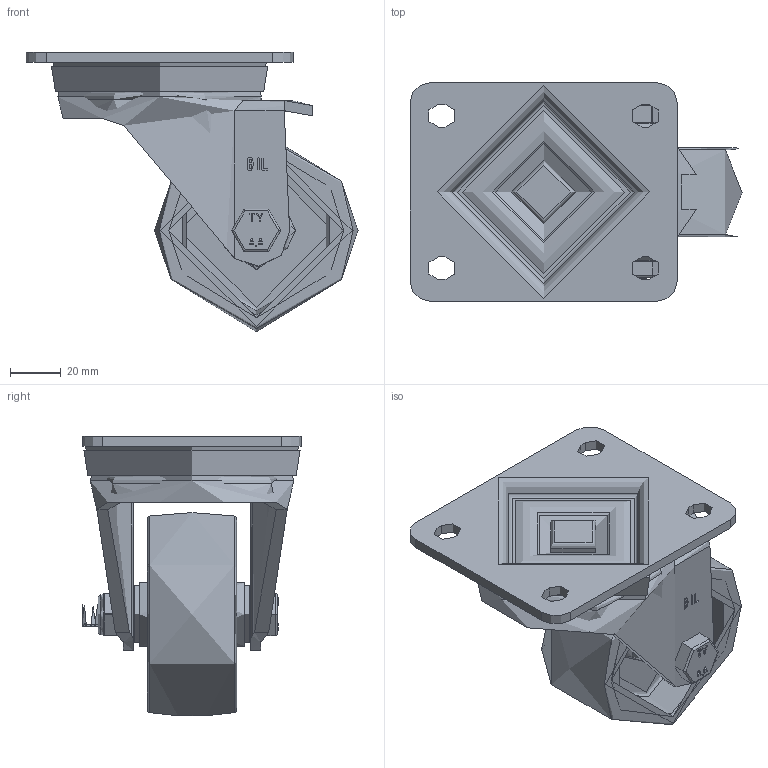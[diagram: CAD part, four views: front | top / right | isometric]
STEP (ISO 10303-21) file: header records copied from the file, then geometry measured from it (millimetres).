
FILE_DESCRIPTION(/* description */ (''),/* implementation_level */ '2;1');
FILE_NAME(/* name */ 'BZH80NY.step',/* time_stamp */ '2025-04-16T08:44:06+01:00',/* author */ (''),/* organization */ (''),/* preprocessor_version */ 'ST-DEVELOPER v20.1',/* originating_system */ 'Autodesk Translation Framework v14.4.0.0',/* authorisation */ '');
FILE_SCHEMA (('AUTOMOTIVE_DESIGN { 1 0 10303 214 3 1 1 }'));
Length unit declared in the file: millimetre
Products named in the file (15): BZH80NY; BZH80AS - 2 v2; ZINC PLATED, PRESSED STEEL TOP PLATE; ZINC PLATED, PRESSED STEEL FORKS; BEARING SEAL; BZMH80WNY v1; WHITE NYLON WHEEL; TUBEM12X46X10 v1; ZINC PLATED AXLE TUBE; HEXBOLTM10X70Z8.8 v2; GRADE 8.8 THREADED ZINC PLATED BOLT; NYLOCM10Z v1; NYLOC NUT; RUBBER; NUT
Assembly tree (14 placements, depth 4):
  BZH80NY
    BZH80AS - 2 v2
      ZINC PLATED, PRESSED STEEL TOP PLATE
      ZINC PLATED, PRESSED STEEL FORKS
      BEARING SEAL
    BZMH80WNY v1
      WHITE NYLON WHEEL
    TUBEM12X46X10 v1
      ZINC PLATED AXLE TUBE
    HEXBOLTM10X70Z8.8 v2
      GRADE 8.8 THREADED ZINC PLATED BOLT
    NYLOCM10Z v1
      NYLOC NUT
        RUBBER
        NUT
Bounding box: 130.5 x 86 x 109.85 mm (x, y, z)
Volume: 217861.5 mm3; surface area: 94735.5 mm2
Topology: 8 solids, 8 shells, 381 faces, 917 edges, 580 vertices
Faces by surface type: plane 168, cylinder 117, bspline 51, torus 22, sphere 12, cone 11
Full cylindrical faces by diameter (mm): 8.141 x18, 9.85 x19, 10 x4, 10.2 x2, 11.95 x1, 12 x2, 12.5 x1, 16 x2, 20 x1, 22.5 x2, 25 x4, 31 x1, 32 x1, 50.5 x1, 72 x1, 80 x1
Entity records: 17645 total; most frequent: CARTESIAN_POINT 8696, ORIENTED_EDGE 1834, DIRECTION 1668, EDGE_CURVE 917, AXIS2_PLACEMENT_3D 605, VERTEX_POINT 580, LINE 458, VECTOR 458
